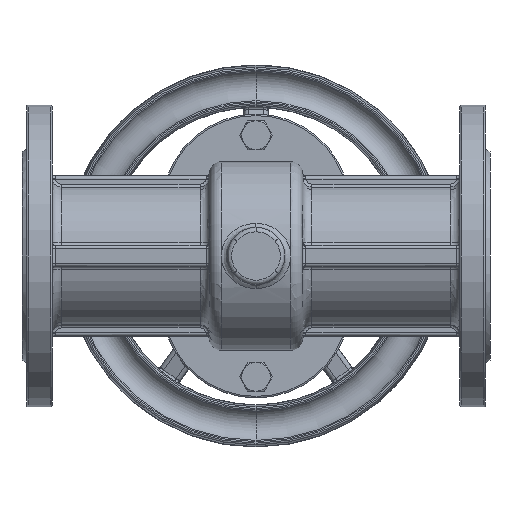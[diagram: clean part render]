
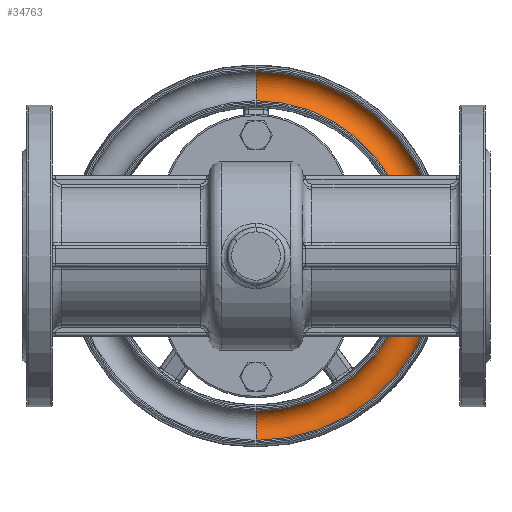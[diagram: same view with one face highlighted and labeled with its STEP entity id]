
A CAD part, front view. The second image highlights one B-rep face of the part: STEP entity #34763.
In plain terms, the highlighted toroidal (fillet/blend) face has major radius 112.5 mm and minor radius 11 mm.
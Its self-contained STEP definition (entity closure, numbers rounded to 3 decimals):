
#656 = DIRECTION ( 'NONE',  ( 0., 0., 1. ) ) ;
#772 = CARTESIAN_POINT ( 'NONE',  ( 0., 344., -112.5 ) ) ;
#1949 = AXIS2_PLACEMENT_3D ( 'NONE', #95305, #87509, #60242 ) ;
#2390 = ORIENTED_EDGE ( 'NONE', *, *, #19494, .T. ) ;
#6007 = CIRCLE ( 'NONE', #86111, 101.5 ) ;
#6962 = DIRECTION ( 'NONE',  ( 0., 0., -1. ) ) ;
#9561 = CARTESIAN_POINT ( 'NONE',  ( 0., 344., 0. ) ) ;
#10773 = ORIENTED_EDGE ( 'NONE', *, *, #63281, .T. ) ;
#15177 = AXIS2_PLACEMENT_3D ( 'NONE', #772, #89528, #6962 ) ;
#16122 = CIRCLE ( 'NONE', #1949, 123.5 ) ;
#17399 = DIRECTION ( 'NONE',  ( 0., 0., 1. ) ) ;
#19494 = EDGE_CURVE ( 'NONE', #71486, #107063, #94677, .T. ) ;
#22909 = TOROIDAL_SURFACE ( 'NONE', #28594, 112.5, 11. ) ;
#27561 = DIRECTION ( 'NONE',  ( 0., 1., 0. ) ) ;
#28594 = AXIS2_PLACEMENT_3D ( 'NONE', #55579, #97245, #17399 ) ;
#34207 = EDGE_LOOP ( 'NONE', ( #53632, #2390, #10773, #107927 ) ) ;
#34763 = ADVANCED_FACE ( 'NONE', ( #70299 ), #22909, .F. ) ;
#34846 = DIRECTION ( 'NONE',  ( -1., 0., 0. ) ) ;
#41044 = EDGE_CURVE ( 'NONE', #52730, #52358, #70401, .T. ) ;
#42746 = CARTESIAN_POINT ( 'NONE',  ( 0., 344., -101.5 ) ) ;
#42981 = CARTESIAN_POINT ( 'NONE',  ( 0., 344., 112.5 ) ) ;
#46534 = CARTESIAN_POINT ( 'NONE',  ( 0., 344., 123.5 ) ) ;
#52358 = VERTEX_POINT ( 'NONE', #42746 ) ;
#52730 = VERTEX_POINT ( 'NONE', #71948 ) ;
#53632 = ORIENTED_EDGE ( 'NONE', *, *, #90263, .F. ) ;
#55579 = CARTESIAN_POINT ( 'NONE',  ( 0., 344., 0. ) ) ;
#56054 = AXIS2_PLACEMENT_3D ( 'NONE', #42981, #34846, #79188 ) ;
#60242 = DIRECTION ( 'NONE',  ( 0., 0., 1. ) ) ;
#63281 = EDGE_CURVE ( 'NONE', #107063, #52358, #6007, .T. ) ;
#70299 = FACE_OUTER_BOUND ( 'NONE', #34207, .T. ) ;
#70401 = CIRCLE ( 'NONE', #15177, 11. ) ;
#71486 = VERTEX_POINT ( 'NONE', #46534 ) ;
#71948 = CARTESIAN_POINT ( 'NONE',  ( 0., 344., -123.5 ) ) ;
#79188 = DIRECTION ( 'NONE',  ( 0., 0., 1. ) ) ;
#86111 = AXIS2_PLACEMENT_3D ( 'NONE', #9561, #27561, #656 ) ;
#87509 = DIRECTION ( 'NONE',  ( 0., 1., 0. ) ) ;
#89528 = DIRECTION ( 'NONE',  ( 1., 0., 0. ) ) ;
#90263 = EDGE_CURVE ( 'NONE', #71486, #52730, #16122, .T. ) ;
#94677 = CIRCLE ( 'NONE', #56054, 11. ) ;
#95305 = CARTESIAN_POINT ( 'NONE',  ( 0., 344., 0. ) ) ;
#97245 = DIRECTION ( 'NONE',  ( 0., 1., 0. ) ) ;
#97409 = CARTESIAN_POINT ( 'NONE',  ( 0., 344., 101.5 ) ) ;
#107063 = VERTEX_POINT ( 'NONE', #97409 ) ;
#107927 = ORIENTED_EDGE ( 'NONE', *, *, #41044, .F. ) ;
